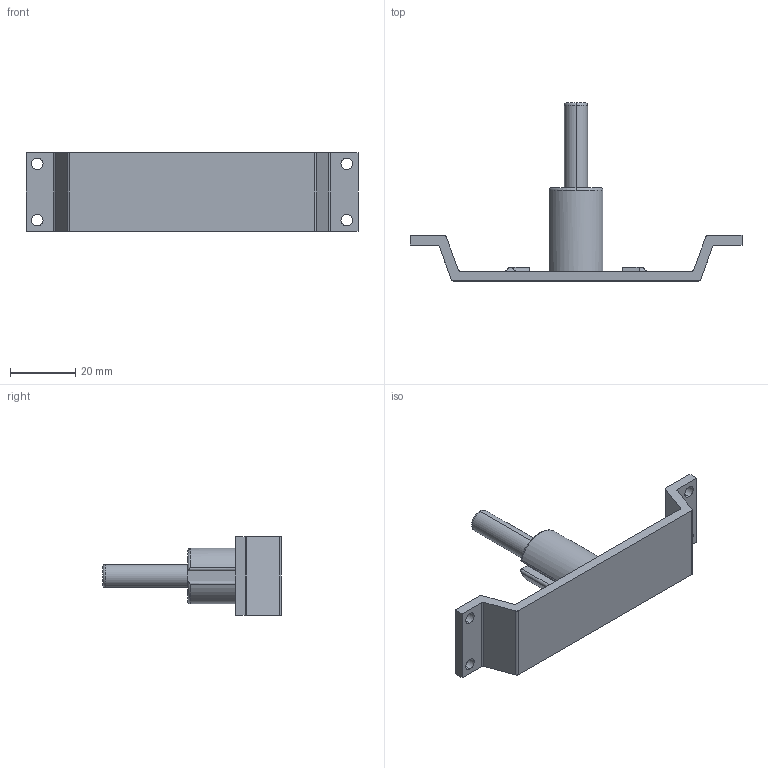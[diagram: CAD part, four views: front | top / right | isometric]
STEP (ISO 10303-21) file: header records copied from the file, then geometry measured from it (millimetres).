
FILE_DESCRIPTION (( 'STEP AP214' ), '1' );
FILE_NAME ('slip_rint_mount.STEP', '2025-02-01T18:32:20', ( '' ), ( '' ), 'SwSTEP 2.0', 'SolidWorks 2024', '' );
FILE_SCHEMA (( 'AUTOMOTIVE_DESIGN' ));
Length unit declared in the file: millimetre
Products named in the file (1): slip_rint_mount
Bounding box: 101.61 x 54.5 x 24 mm (x, y, z)
Volume: 14659.1 mm3; surface area: 8767.6 mm2
Topology: 1 solids, 1 shells, 80 faces, 212 edges, 138 vertices
Faces by surface type: plane 40, cylinder 35, torus 5
Entity records: 2538 total; most frequent: CARTESIAN_POINT 483, DIRECTION 425, ORIENTED_EDGE 424, EDGE_CURVE 212, AXIS2_PLACEMENT_3D 144, VERTEX_POINT 138, VECTOR 137, LINE 137
